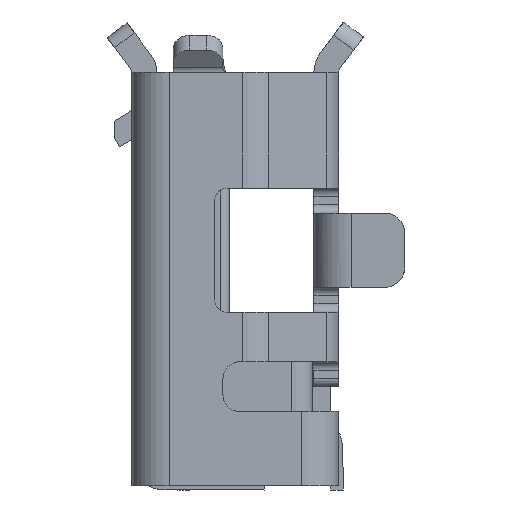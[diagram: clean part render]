
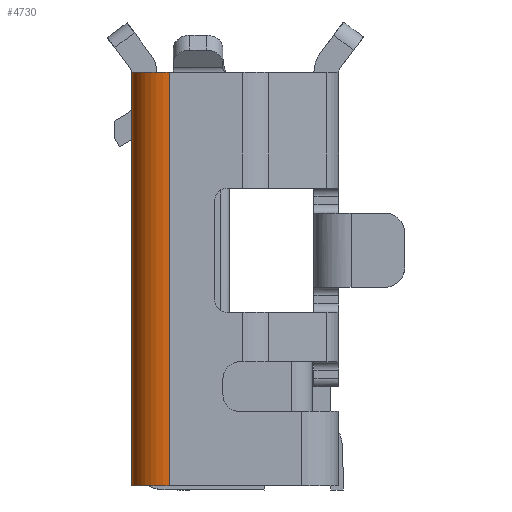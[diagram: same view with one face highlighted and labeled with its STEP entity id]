
A CAD part, left-side view. The second image highlights one B-rep face of the part: STEP entity #4730.
In plain terms, the highlighted cylindrical face has radius 0.45 mm (diameter 0.9 mm), a partial arc.
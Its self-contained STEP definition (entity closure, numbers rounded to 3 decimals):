
#557 = VERTEX_POINT ( 'NONE', #21067 ) ;
#1299 = LINE ( 'NONE', #8998, #20185 ) ;
#1851 = CIRCLE ( 'NONE', #6056, 0.45 ) ;
#2187 = VERTEX_POINT ( 'NONE', #23171 ) ;
#2632 = DIRECTION ( 'NONE',  ( 0., 0., 1. ) ) ;
#3953 = DIRECTION ( 'NONE',  ( 1., 0., 0. ) ) ;
#4069 = DIRECTION ( 'NONE',  ( 0., 0., -1. ) ) ;
#4730 = ADVANCED_FACE ( 'NONE', ( #18378 ), #12852, .T. ) ;
#5060 = CARTESIAN_POINT ( 'NONE',  ( 94.25, 2.425, 0.3 ) ) ;
#5883 = ORIENTED_EDGE ( 'NONE', *, *, #16562, .F. ) ;
#6056 = AXIS2_PLACEMENT_3D ( 'NONE', #18076, #18428, #22050 ) ;
#6229 = ORIENTED_EDGE ( 'NONE', *, *, #20828, .F. ) ;
#7873 = EDGE_CURVE ( 'NONE', #557, #13029, #15383, .T. ) ;
#8998 = CARTESIAN_POINT ( 'NONE',  ( 94.25, 2.425, 2.8 ) ) ;
#9191 = EDGE_LOOP ( 'NONE', ( #19013, #5883, #6229, #23706 ) ) ;
#10785 = DIRECTION ( 'NONE',  ( 0., 0., -1. ) ) ;
#10926 = VERTEX_POINT ( 'NONE', #5060 ) ;
#11004 = EDGE_CURVE ( 'NONE', #13029, #2187, #1851, .T. ) ;
#12852 = CYLINDRICAL_SURFACE ( 'NONE', #21447, 0.45 ) ;
#13029 = VERTEX_POINT ( 'NONE', #17900 ) ;
#15383 = LINE ( 'NONE', #17659, #20069 ) ;
#16562 = EDGE_CURVE ( 'NONE', #10926, #557, #20848, .T. ) ;
#17000 = AXIS2_PLACEMENT_3D ( 'NONE', #20464, #4069, #3953 ) ;
#17659 = CARTESIAN_POINT ( 'NONE',  ( 94.7, 2.875, 2.8 ) ) ;
#17900 = CARTESIAN_POINT ( 'NONE',  ( 94.7, 2.875, 5.3 ) ) ;
#18076 = CARTESIAN_POINT ( 'NONE',  ( 94.7, 2.425, 5.3 ) ) ;
#18378 = FACE_OUTER_BOUND ( 'NONE', #9191, .T. ) ;
#18428 = DIRECTION ( 'NONE',  ( 0., 0., 1. ) ) ;
#18619 = CARTESIAN_POINT ( 'NONE',  ( 94.7, 2.425, 0.3 ) ) ;
#18730 = DIRECTION ( 'NONE',  ( 0., 0., 1. ) ) ;
#19013 = ORIENTED_EDGE ( 'NONE', *, *, #7873, .F. ) ;
#20069 = VECTOR ( 'NONE', #2632, 1000. ) ;
#20185 = VECTOR ( 'NONE', #10785, 1000. ) ;
#20188 = DIRECTION ( 'NONE',  ( 1., 0., 0. ) ) ;
#20464 = CARTESIAN_POINT ( 'NONE',  ( 94.7, 2.425, 0.3 ) ) ;
#20828 = EDGE_CURVE ( 'NONE', #2187, #10926, #1299, .T. ) ;
#20848 = CIRCLE ( 'NONE', #17000, 0.45 ) ;
#21067 = CARTESIAN_POINT ( 'NONE',  ( 94.7, 2.875, 0.3 ) ) ;
#21447 = AXIS2_PLACEMENT_3D ( 'NONE', #18619, #18730, #20188 ) ;
#22050 = DIRECTION ( 'NONE',  ( 1., 0., 0. ) ) ;
#23171 = CARTESIAN_POINT ( 'NONE',  ( 94.25, 2.425, 5.3 ) ) ;
#23706 = ORIENTED_EDGE ( 'NONE', *, *, #11004, .F. ) ;
